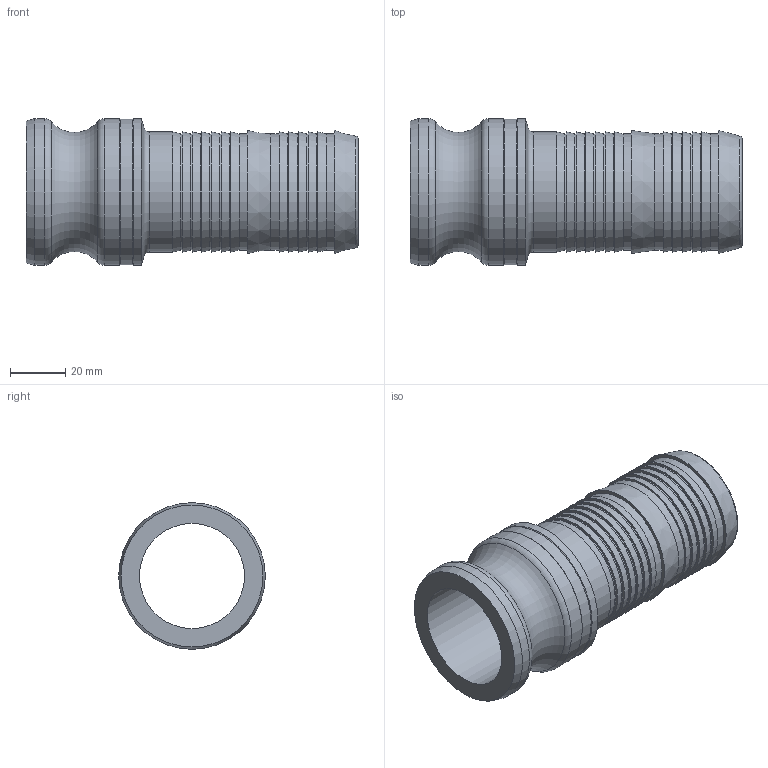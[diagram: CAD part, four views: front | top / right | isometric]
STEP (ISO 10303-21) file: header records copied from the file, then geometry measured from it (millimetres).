
FILE_DESCRIPTION(/* description */ ('SCHLAUCHSTECKER SLW 42'),/* implementation_level */ '2;1');
FILE_NAME(/* name */ 'vst_42.stp',/* time_stamp */ '2020-04-16T07:11:07+02:00',/* author */ ('ertl'),/* organization */ (''),/* preprocessor_version */ 'ST-DEVELOPER v17',/* originating_system */ 'Autodesk Inventor 2018',/* authorisation */ '58387,45 mm^3');
FILE_SCHEMA (('AUTOMOTIVE_DESIGN { 1 0 10303 214 3 1 1 }'));
Length unit declared in the file: millimetre
Products named in the file (1): 20051008B0000036-00
Bounding box: 120 x 53 x 53 mm (x, y, z)
Volume: 58199.8 mm3; surface area: 35044.2 mm2
Topology: 1 solids, 1 shells, 57 faces, 159 edges, 117 vertices
Faces by surface type: cylinder 19, cone 18, plane 15, torus 5
Full cylindrical faces by diameter (mm): 38 x1, 42 x13, 43.5 x1, 52.5 x1, 53 x3
Entity records: 2066 total; most frequent: DIRECTION 397, CARTESIAN_POINT 334, ORIENTED_EDGE 318, AXIS2_PLACEMENT_3D 180, EDGE_CURVE 159, CIRCLE 122, VERTEX_POINT 117, EDGE_LOOP 72
